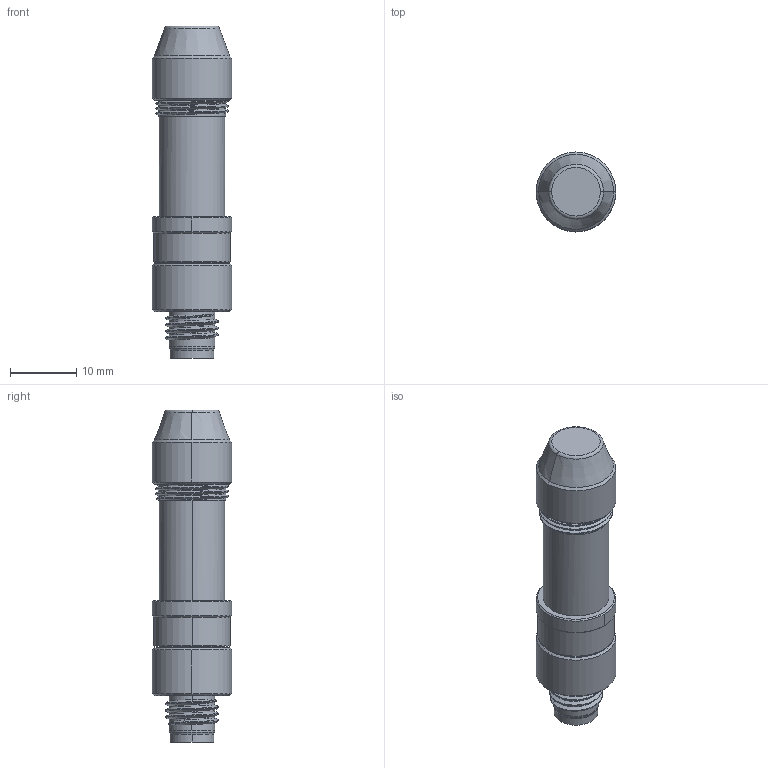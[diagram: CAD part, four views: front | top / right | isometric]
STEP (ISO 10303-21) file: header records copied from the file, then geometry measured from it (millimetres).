
FILE_DESCRIPTION((''),'2;1');
FILE_NAME('3D_1620044132001_M8-MST04-T-D5-','2024-01-16T',('12524'),(''),'PRO/ENGINEER BY PARAMETRIC TECHNOLOGY CORPORATION, 2012480','PRO/ENGINEER BY PARAMETRIC TECHNOLOGY CORPORATION, 2012480','');
FILE_SCHEMA(('CONFIG_CONTROL_DESIGN'));
Length unit declared in the file: millimetre
Products named in the file (1): 3D_1620044132001_M8-MST04-T-D5-
Bounding box: 12 x 12 x 50 mm (x, y, z)
Volume: 4176.4 mm3; surface area: 2226.9 mm2
Topology: 1 solids, 1 shells, 132 faces, 343 edges, 217 vertices
Faces by surface type: bspline 45, cylinder 40, cone 22, plane 10, sphere 8, torus 4, extrusion 3
Entity records: 8622 total; most frequent: CARTESIAN_POINT 5638, ORIENTED_EDGE 670, DIRECTION 502, EDGE_CURVE 335, VERTEX_POINT 217, AXIS2_PLACEMENT_3D 202, EDGE_LOOP 156, FACE_OUTER_BOUND 132
